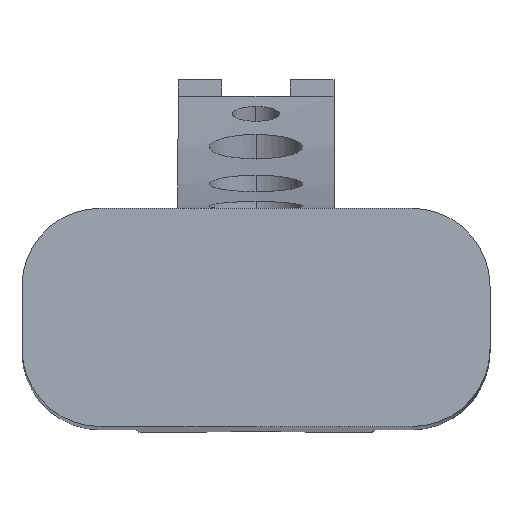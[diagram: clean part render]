
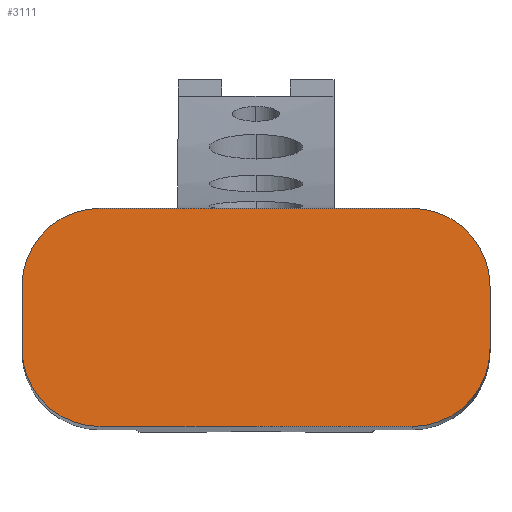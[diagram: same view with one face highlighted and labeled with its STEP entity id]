
A CAD part, left-side view. The second image highlights one B-rep face of the part: STEP entity #3111.
In plain terms, the highlighted planar face has unit normal (-0.999, 0, 0.044).
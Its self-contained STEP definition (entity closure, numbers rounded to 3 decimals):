
#46 = VERTEX_POINT ( 'NONE', #1300 ) ;
#82 = AXIS2_PLACEMENT_3D ( 'NONE', #2709, #1667, #2278 ) ;
#137 = CARTESIAN_POINT ( 'NONE',  ( -11.058, 15., -138.65 ) ) ;
#159 = ORIENTED_EDGE ( 'NONE', *, *, #3355, .T. ) ;
#255 = CIRCLE ( 'NONE', #82, 5. ) ;
#290 = VERTEX_POINT ( 'NONE', #936 ) ;
#413 = AXIS2_PLACEMENT_3D ( 'NONE', #856, #1131, #600 ) ;
#451 = AXIS2_PLACEMENT_3D ( 'NONE', #580, #1947, #3260 ) ;
#580 = CARTESIAN_POINT ( 'NONE',  ( -10.666, -10., -129.658 ) ) ;
#591 = VERTEX_POINT ( 'NONE', #3318 ) ;
#600 = DIRECTION ( 'NONE',  ( 0.044, 0., 0.999 ) ) ;
#647 = DIRECTION ( 'NONE',  ( -0.044, 0., -0.999 ) ) ;
#658 = EDGE_CURVE ( 'NONE', #591, #720, #2524, .T. ) ;
#690 = CARTESIAN_POINT ( 'NONE',  ( -11.058, -10., -138.65 ) ) ;
#720 = VERTEX_POINT ( 'NONE', #2046 ) ;
#758 = VERTEX_POINT ( 'NONE', #1264 ) ;
#856 = CARTESIAN_POINT ( 'NONE',  ( -10.84, 10., -133.654 ) ) ;
#878 = ORIENTED_EDGE ( 'NONE', *, *, #2721, .T. ) ;
#906 = DIRECTION ( 'NONE',  ( 0., 1., 0. ) ) ;
#936 = CARTESIAN_POINT ( 'NONE',  ( -11.058, 10., -138.65 ) ) ;
#1034 = DIRECTION ( 'NONE',  ( -0.999, 0., 0.044 ) ) ;
#1084 = CIRCLE ( 'NONE', #413, 5. ) ;
#1114 = LINE ( 'NONE', #2038, #3104 ) ;
#1131 = DIRECTION ( 'NONE',  ( -0.999, 0., 0.044 ) ) ;
#1141 = EDGE_CURVE ( 'NONE', #290, #3101, #2540, .T. ) ;
#1224 = EDGE_CURVE ( 'NONE', #720, #46, #2579, .T. ) ;
#1227 = PLANE ( 'NONE',  #2599 ) ;
#1264 = CARTESIAN_POINT ( 'NONE',  ( -10.84, -15., -133.654 ) ) ;
#1287 = CARTESIAN_POINT ( 'NONE',  ( -4.995, 0., 0.218 ) ) ;
#1300 = CARTESIAN_POINT ( 'NONE',  ( -10.666, 15., -129.658 ) ) ;
#1363 = EDGE_CURVE ( 'NONE', #2514, #591, #2801, .T. ) ;
#1561 = CARTESIAN_POINT ( 'NONE',  ( -10.666, 10., -129.658 ) ) ;
#1573 = AXIS2_PLACEMENT_3D ( 'NONE', #1561, #1034, #2687 ) ;
#1667 = DIRECTION ( 'NONE',  ( -0.999, 0., 0.044 ) ) ;
#1772 = DIRECTION ( 'NONE',  ( 0., -1., 0. ) ) ;
#1947 = DIRECTION ( 'NONE',  ( -0.999, 0., 0.044 ) ) ;
#1993 = ORIENTED_EDGE ( 'NONE', *, *, #658, .T. ) ;
#2023 = ORIENTED_EDGE ( 'NONE', *, *, #1141, .T. ) ;
#2038 = CARTESIAN_POINT ( 'NONE',  ( -11.058, -15., -138.65 ) ) ;
#2046 = CARTESIAN_POINT ( 'NONE',  ( -10.448, 10., -124.663 ) ) ;
#2051 = DIRECTION ( 'NONE',  ( 0.044, 0., 0.999 ) ) ;
#2063 = ORIENTED_EDGE ( 'NONE', *, *, #2720, .T. ) ;
#2085 = VERTEX_POINT ( 'NONE', #2737 ) ;
#2199 = VECTOR ( 'NONE', #906, 1000. ) ;
#2278 = DIRECTION ( 'NONE',  ( 0.044, 0., 0.999 ) ) ;
#2300 = VECTOR ( 'NONE', #1772, 1000. ) ;
#2316 = ORIENTED_EDGE ( 'NONE', *, *, #1224, .T. ) ;
#2329 = DIRECTION ( 'NONE',  ( -0.999, 0., 0.044 ) ) ;
#2492 = CARTESIAN_POINT ( 'NONE',  ( -10.448, 15., -124.663 ) ) ;
#2514 = VERTEX_POINT ( 'NONE', #2621 ) ;
#2524 = LINE ( 'NONE', #2492, #2199 ) ;
#2540 = LINE ( 'NONE', #137, #2300 ) ;
#2557 = ORIENTED_EDGE ( 'NONE', *, *, #2629, .T. ) ;
#2579 = CIRCLE ( 'NONE', #1573, 5. ) ;
#2599 = AXIS2_PLACEMENT_3D ( 'NONE', #1287, #2329, #2051 ) ;
#2621 = CARTESIAN_POINT ( 'NONE',  ( -10.666, -15., -129.658 ) ) ;
#2629 = EDGE_CURVE ( 'NONE', #2085, #290, #1084, .T. ) ;
#2687 = DIRECTION ( 'NONE',  ( 0.044, 0., 0.999 ) ) ;
#2709 = CARTESIAN_POINT ( 'NONE',  ( -10.84, -10., -133.654 ) ) ;
#2720 = EDGE_CURVE ( 'NONE', #3101, #758, #255, .T. ) ;
#2721 = EDGE_CURVE ( 'NONE', #758, #2514, #1114, .T. ) ;
#2737 = CARTESIAN_POINT ( 'NONE',  ( -10.84, 15., -133.654 ) ) ;
#2761 = CARTESIAN_POINT ( 'NONE',  ( -11.058, 15., -138.65 ) ) ;
#2762 = ORIENTED_EDGE ( 'NONE', *, *, #1363, .T. ) ;
#2801 = CIRCLE ( 'NONE', #451, 5. ) ;
#2819 = DIRECTION ( 'NONE',  ( 0.044, 0., 0.999 ) ) ;
#2910 = FACE_OUTER_BOUND ( 'NONE', #2975, .T. ) ;
#2975 = EDGE_LOOP ( 'NONE', ( #878, #2762, #1993, #2316, #159, #2557, #2023, #2063 ) ) ;
#3041 = LINE ( 'NONE', #2761, #3097 ) ;
#3097 = VECTOR ( 'NONE', #647, 1000. ) ;
#3101 = VERTEX_POINT ( 'NONE', #690 ) ;
#3104 = VECTOR ( 'NONE', #2819, 1000. ) ;
#3111 = ADVANCED_FACE ( 'NONE', ( #2910 ), #1227, .T. ) ;
#3260 = DIRECTION ( 'NONE',  ( 0.044, 0., 0.999 ) ) ;
#3318 = CARTESIAN_POINT ( 'NONE',  ( -10.448, -10., -124.663 ) ) ;
#3355 = EDGE_CURVE ( 'NONE', #46, #2085, #3041, .T. ) ;
